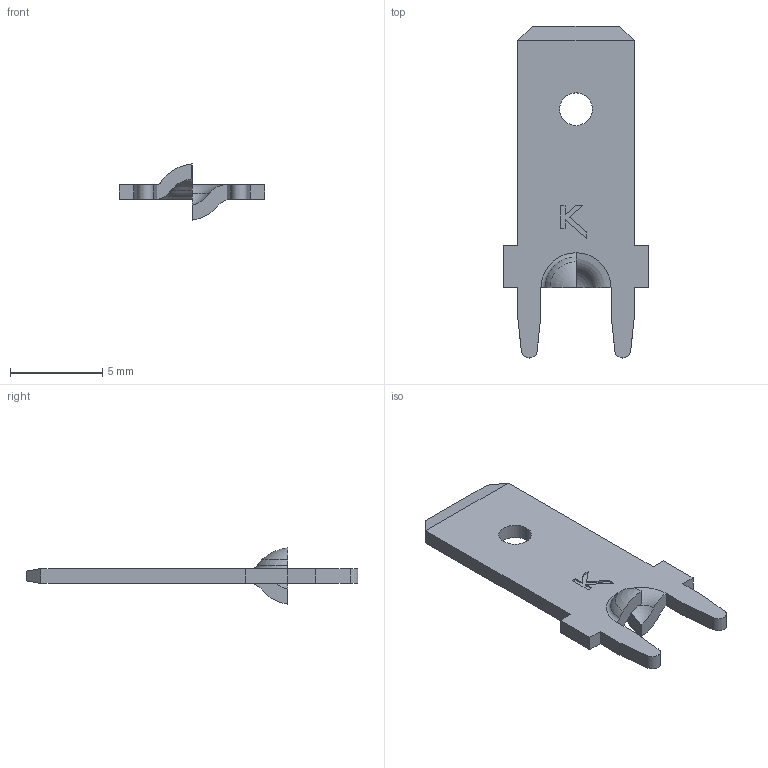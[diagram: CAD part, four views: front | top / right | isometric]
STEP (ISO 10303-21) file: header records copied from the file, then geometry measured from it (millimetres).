
FILE_DESCRIPTION (( 'STEP AP214' ), '1' );
FILE_NAME ('1289-ST_rev.C.STEP', '2012-09-17T19:49:16', ( 'Richard Maletta' ), ( '' ), 'SwSTEP 2.0', 'SolidWorks 2009', '' );
FILE_SCHEMA (( 'AUTOMOTIVE_DESIGN' ));
Length unit declared in the file: inch
Products named in the file (1): 1289-ST_rev.C
Bounding box: 7.92 x 18.03 x 3.05 mm (x, y, z)
Volume: 80.8 mm3; surface area: 254.2 mm2
Topology: 1 solids, 1 shells, 54 faces, 142 edges, 91 vertices
Faces by surface type: plane 39, torus 9, cylinder 6
Entity records: 1703 total; most frequent: DIRECTION 293, CARTESIAN_POINT 288, ORIENTED_EDGE 284, EDGE_CURVE 142, VECTOR 101, LINE 101, AXIS2_PLACEMENT_3D 96, VERTEX_POINT 91
